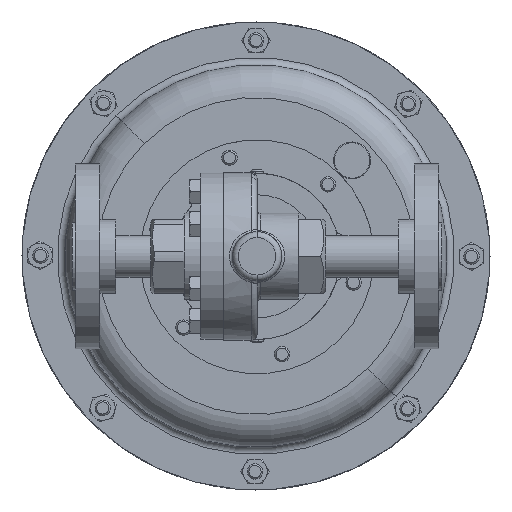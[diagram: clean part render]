
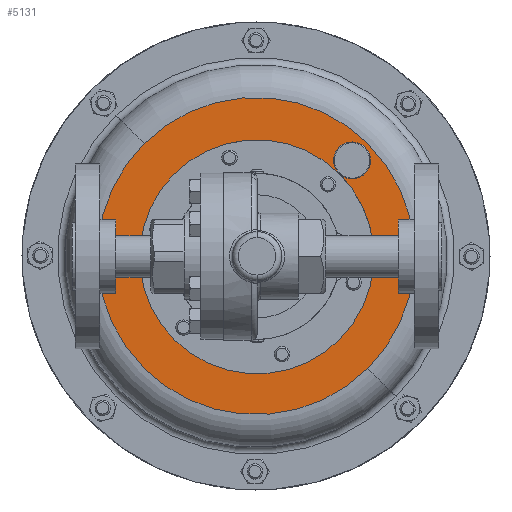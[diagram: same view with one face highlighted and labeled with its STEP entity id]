
A CAD part, front view. The second image highlights one B-rep face of the part: STEP entity #5131.
In plain terms, the highlighted planar face has unit normal (0, -1, 0).
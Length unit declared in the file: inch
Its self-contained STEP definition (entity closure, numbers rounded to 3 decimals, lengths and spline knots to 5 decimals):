
#265 = VERTEX_POINT ( 'NONE', #2429 ) ;
#473 = EDGE_CURVE ( 'NONE', #11760, #5586, #17474, .T. ) ;
#491 = CARTESIAN_POINT ( 'NONE',  ( 0.7375, 9.98779, 4.01211 ) ) ;
#515 = DIRECTION ( 'NONE',  ( 0., 1., 0. ) ) ;
#534 = DIRECTION ( 'NONE',  ( -0.705, 0., 0.709 ) ) ;
#580 = CIRCLE ( 'NONE', #15064, 0.375 ) ;
#980 = CARTESIAN_POINT ( 'NONE',  ( 2.41979, 9.98779, 5.68858 ) ) ;
#1750 = ORIENTED_EDGE ( 'NONE', *, *, #15157, .F. ) ;
#1893 = EDGE_CURVE ( 'NONE', #14055, #10888, #9640, .T. ) ;
#2266 = CARTESIAN_POINT ( 'NONE',  ( -1.53338, 9.98779, 6.29357 ) ) ;
#2324 = AXIS2_PLACEMENT_3D ( 'NONE', #6182, #13141, #20702 ) ;
#2429 = CARTESIAN_POINT ( 'NONE',  ( 2.42621, 9.98779, 5.68223 ) ) ;
#2499 = CARTESIAN_POINT ( 'NONE',  ( 2.91547, 9.98779, 5.6551 ) ) ;
#2801 = AXIS2_PLACEMENT_3D ( 'NONE', #6786, #12786, #6424 ) ;
#3592 = PLANE ( 'NONE',  #5433 ) ;
#3827 = DIRECTION ( 'NONE',  ( -0.61, 0., 0.792 ) ) ;
#3831 = DIRECTION ( 'NONE',  ( 0., 1., 0. ) ) ;
#3877 = CARTESIAN_POINT ( 'NONE',  ( 2.68656, 9.98779, 5.95213 ) ) ;
#4474 = AXIS2_PLACEMENT_3D ( 'NONE', #20071, #20091, #20131 ) ;
#4671 = ORIENTED_EDGE ( 'NONE', *, *, #17461, .F. ) ;
#4720 = CIRCLE ( 'NONE', #4474, 3.219 ) ;
#5131 = ADVANCED_FACE ( 'NONE', ( #11934, #11917 ), #3592, .T. ) ;
#5213 = EDGE_LOOP ( 'NONE', ( #1750, #4671 ) ) ;
#5433 = AXIS2_PLACEMENT_3D ( 'NONE', #19891, #18760, #9044 ) ;
#5586 = VERTEX_POINT ( 'NONE', #980 ) ;
#5654 = DIRECTION ( 'NONE',  ( -0.61, 0., 0.792 ) ) ;
#6023 = AXIS2_PLACEMENT_3D ( 'NONE', #18567, #18642, #18657 ) ;
#6182 = CARTESIAN_POINT ( 'NONE',  ( 0.75366, 9.98779, 3.99606 ) ) ;
#6424 = DIRECTION ( 'NONE',  ( -0.713, 0., 0.701 ) ) ;
#6611 = CIRCLE ( 'NONE', #2801, 2.375 ) ;
#6784 = CARTESIAN_POINT ( 'NONE',  ( 2.4476, 9.98779, 2.33138 ) ) ;
#6786 = CARTESIAN_POINT ( 'NONE',  ( 0.75366, 9.98779, 3.99606 ) ) ;
#6924 = CARTESIAN_POINT ( 'NONE',  ( 0.75366, 9.98779, 3.99606 ) ) ;
#7049 = DIRECTION ( 'NONE',  ( 0., 1., 0. ) ) ;
#7169 = DIRECTION ( 'NONE',  ( -0.713, 0., 0.701 ) ) ;
#7271 = CARTESIAN_POINT ( 'NONE',  ( 2.68656, 9.98779, 5.95213 ) ) ;
#7459 = VERTEX_POINT ( 'NONE', #6784 ) ;
#7872 = AXIS2_PLACEMENT_3D ( 'NONE', #3877, #3831, #3827 ) ;
#9044 = DIRECTION ( 'NONE',  ( 0.705, 0., -0.709 ) ) ;
#9640 = CIRCLE ( 'NONE', #6023, 0.375 ) ;
#10847 = CIRCLE ( 'NONE', #16335, 3.219 ) ;
#10872 = ORIENTED_EDGE ( 'NONE', *, *, #473, .T. ) ;
#10888 = VERTEX_POINT ( 'NONE', #2499 ) ;
#11693 = ORIENTED_EDGE ( 'NONE', *, *, #15626, .T. ) ;
#11760 = VERTEX_POINT ( 'NONE', #16340 ) ;
#11799 = ORIENTED_EDGE ( 'NONE', *, *, #18455, .T. ) ;
#11831 = CIRCLE ( 'NONE', #7872, 0.375 ) ;
#11917 = FACE_BOUND ( 'NONE', #11955, .T. ) ;
#11934 = FACE_OUTER_BOUND ( 'NONE', #5213, .T. ) ;
#11955 = EDGE_LOOP ( 'NONE', ( #21030, #15767, #11799, #11693, #15315, #10872 ) ) ;
#12110 = CARTESIAN_POINT ( 'NONE',  ( 2.45765, 9.98779, 6.24915 ) ) ;
#12786 = DIRECTION ( 'NONE',  ( 0., 1., 0. ) ) ;
#13141 = DIRECTION ( 'NONE',  ( 0., 1., 0. ) ) ;
#14055 = VERTEX_POINT ( 'NONE', #12110 ) ;
#15064 = AXIS2_PLACEMENT_3D ( 'NONE', #7271, #17061, #5654 ) ;
#15157 = EDGE_CURVE ( 'NONE', #19812, #15455, #4720, .T. ) ;
#15162 = AXIS2_PLACEMENT_3D ( 'NONE', #6924, #7049, #7169 ) ;
#15315 = ORIENTED_EDGE ( 'NONE', *, *, #20398, .T. ) ;
#15455 = VERTEX_POINT ( 'NONE', #16012 ) ;
#15494 = CIRCLE ( 'NONE', #15162, 2.375 ) ;
#15626 = EDGE_CURVE ( 'NONE', #265, #7459, #15494, .T. ) ;
#15767 = ORIENTED_EDGE ( 'NONE', *, *, #1893, .T. ) ;
#16012 = CARTESIAN_POINT ( 'NONE',  ( 3.00838, 9.98779, 1.73065 ) ) ;
#16335 = AXIS2_PLACEMENT_3D ( 'NONE', #491, #515, #534 ) ;
#16340 = CARTESIAN_POINT ( 'NONE',  ( -0.94029, 9.98779, 5.66074 ) ) ;
#17061 = DIRECTION ( 'NONE',  ( 0., 1., 0. ) ) ;
#17461 = EDGE_CURVE ( 'NONE', #15455, #19812, #10847, .T. ) ;
#17474 = CIRCLE ( 'NONE', #2324, 2.375 ) ;
#18455 = EDGE_CURVE ( 'NONE', #10888, #265, #580, .T. ) ;
#18567 = CARTESIAN_POINT ( 'NONE',  ( 2.68656, 9.98779, 5.95213 ) ) ;
#18642 = DIRECTION ( 'NONE',  ( 0., 1., 0. ) ) ;
#18657 = DIRECTION ( 'NONE',  ( -0.61, 0., 0.792 ) ) ;
#18760 = DIRECTION ( 'NONE',  ( 0., -1., 0. ) ) ;
#19812 = VERTEX_POINT ( 'NONE', #2266 ) ;
#19891 = CARTESIAN_POINT ( 'NONE',  ( 3.01897, 9.98779, 6.28299 ) ) ;
#20071 = CARTESIAN_POINT ( 'NONE',  ( 0.7375, 9.98779, 4.01211 ) ) ;
#20091 = DIRECTION ( 'NONE',  ( 0., 1., 0. ) ) ;
#20131 = DIRECTION ( 'NONE',  ( -0.705, 0., 0.709 ) ) ;
#20398 = EDGE_CURVE ( 'NONE', #7459, #11760, #6611, .T. ) ;
#20694 = EDGE_CURVE ( 'NONE', #5586, #14055, #11831, .T. ) ;
#20702 = DIRECTION ( 'NONE',  ( -0.713, 0., 0.701 ) ) ;
#21030 = ORIENTED_EDGE ( 'NONE', *, *, #20694, .T. ) ;
